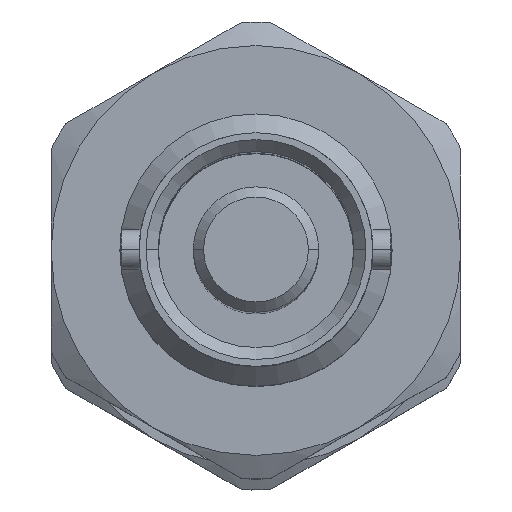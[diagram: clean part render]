
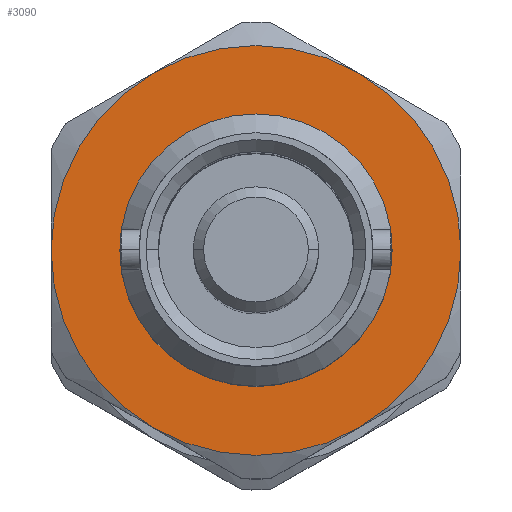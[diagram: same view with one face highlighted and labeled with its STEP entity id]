
A CAD part, top view. The second image highlights one B-rep face of the part: STEP entity #3090.
In plain terms, the highlighted face is planar.
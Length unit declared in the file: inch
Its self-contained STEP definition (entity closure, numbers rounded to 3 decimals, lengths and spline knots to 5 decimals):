
#62 = DIRECTION ( 'NONE',  ( -1., 0., 0. ) ) ;
#162 = AXIS2_PLACEMENT_3D ( 'NONE', #779, #3909, #5105 ) ;
#323 = CARTESIAN_POINT ( 'NONE',  ( 1.20472, 0., 0. ) ) ;
#343 = AXIS2_PLACEMENT_3D ( 'NONE', #1848, #62, #3671 ) ;
#383 = DIRECTION ( 'NONE',  ( 0., 0., -1. ) ) ;
#524 = PLANE ( 'NONE',  #5909 ) ;
#779 = CARTESIAN_POINT ( 'NONE',  ( 1.20472, 0., 0. ) ) ;
#998 = AXIS2_PLACEMENT_3D ( 'NONE', #7670, #5815, #383 ) ;
#1541 = VERTEX_POINT ( 'NONE', #4457 ) ;
#1543 = AXIS2_PLACEMENT_3D ( 'NONE', #323, #2085, #7650 ) ;
#1594 = CARTESIAN_POINT ( 'NONE',  ( 1.20472, -0.40659, 0.23474 ) ) ;
#1707 = EDGE_CURVE ( 'NONE', #2441, #2413, #2693, .T. ) ;
#1734 = CARTESIAN_POINT ( 'NONE',  ( 1.20472, 0., 0.31201 ) ) ;
#1848 = CARTESIAN_POINT ( 'NONE',  ( 1.20472, 0., 0. ) ) ;
#1931 = ORIENTED_EDGE ( 'NONE', *, *, #1707, .F. ) ;
#1960 = VERTEX_POINT ( 'NONE', #7640 ) ;
#2031 = DIRECTION ( 'NONE',  ( 0., 0., -1. ) ) ;
#2085 = DIRECTION ( 'NONE',  ( -1., 0., 0. ) ) ;
#2282 = CIRCLE ( 'NONE', #3769, 0.46949 ) ;
#2380 = EDGE_CURVE ( 'NONE', #6223, #5607, #2282, .T. ) ;
#2413 = VERTEX_POINT ( 'NONE', #6675 ) ;
#2441 = VERTEX_POINT ( 'NONE', #1734 ) ;
#2590 = EDGE_LOOP ( 'NONE', ( #1931, #7352 ) ) ;
#2625 = EDGE_CURVE ( 'NONE', #3521, #6118, #3408, .T. ) ;
#2684 = DIRECTION ( 'NONE',  ( -1., 0., 0. ) ) ;
#2693 = CIRCLE ( 'NONE', #1543, 0.31201 ) ;
#3090 = ADVANCED_FACE ( 'NONE', ( #7110, #5960 ), #524, .T. ) ;
#3334 = CIRCLE ( 'NONE', #162, 0.46949 ) ;
#3356 = DIRECTION ( 'NONE',  ( 0., 0., -1. ) ) ;
#3408 = CIRCLE ( 'NONE', #998, 0.46949 ) ;
#3421 = CARTESIAN_POINT ( 'NONE',  ( 1.20472, 0., 0. ) ) ;
#3521 = VERTEX_POINT ( 'NONE', #1594 ) ;
#3671 = DIRECTION ( 'NONE',  ( 0., 0., -1. ) ) ;
#3714 = CIRCLE ( 'NONE', #6869, 0.31201 ) ;
#3736 = CARTESIAN_POINT ( 'NONE',  ( 1.20472, 0., 0. ) ) ;
#3769 = AXIS2_PLACEMENT_3D ( 'NONE', #4147, #6714, #4751 ) ;
#3795 = CARTESIAN_POINT ( 'NONE',  ( 1.20472, 0.40659, -0.23474 ) ) ;
#3909 = DIRECTION ( 'NONE',  ( -1., 0., 0. ) ) ;
#4147 = CARTESIAN_POINT ( 'NONE',  ( 1.20472, 0., 0. ) ) ;
#4189 = CARTESIAN_POINT ( 'NONE',  ( 1.20472, 0., -0.46949 ) ) ;
#4191 = ORIENTED_EDGE ( 'NONE', *, *, #7006, .T. ) ;
#4457 = CARTESIAN_POINT ( 'NONE',  ( 1.20472, -0.40659, -0.23474 ) ) ;
#4472 = AXIS2_PLACEMENT_3D ( 'NONE', #3736, #4998, #2031 ) ;
#4577 = ORIENTED_EDGE ( 'NONE', *, *, #6419, .T. ) ;
#4732 = CIRCLE ( 'NONE', #4472, 0.46949 ) ;
#4751 = DIRECTION ( 'NONE',  ( 0., 0., -1. ) ) ;
#4998 = DIRECTION ( 'NONE',  ( -1., 0., 0. ) ) ;
#5015 = CARTESIAN_POINT ( 'NONE',  ( 1.20472, 0., 0. ) ) ;
#5105 = DIRECTION ( 'NONE',  ( 0., 0., -1. ) ) ;
#5209 = CARTESIAN_POINT ( 'NONE',  ( 1.20472, 0., 0.46949 ) ) ;
#5271 = ORIENTED_EDGE ( 'NONE', *, *, #2380, .T. ) ;
#5288 = DIRECTION ( 'NONE',  ( -1., 0., 0. ) ) ;
#5486 = CIRCLE ( 'NONE', #343, 0.46949 ) ;
#5602 = CIRCLE ( 'NONE', #6856, 0.46949 ) ;
#5607 = VERTEX_POINT ( 'NONE', #4189 ) ;
#5815 = DIRECTION ( 'NONE',  ( -1., 0., 0. ) ) ;
#5840 = DIRECTION ( 'NONE',  ( 0., 0., 1. ) ) ;
#5909 = AXIS2_PLACEMENT_3D ( 'NONE', #3421, #5288, #5840 ) ;
#5960 = FACE_OUTER_BOUND ( 'NONE', #7428, .T. ) ;
#5962 = EDGE_CURVE ( 'NONE', #5607, #1541, #5602, .T. ) ;
#6118 = VERTEX_POINT ( 'NONE', #5209 ) ;
#6158 = EDGE_CURVE ( 'NONE', #1541, #3521, #3334, .T. ) ;
#6223 = VERTEX_POINT ( 'NONE', #3795 ) ;
#6342 = EDGE_CURVE ( 'NONE', #2413, #2441, #3714, .T. ) ;
#6362 = DIRECTION ( 'NONE',  ( -1., 0., 0. ) ) ;
#6398 = DIRECTION ( 'NONE',  ( 0., 0., 1. ) ) ;
#6419 = EDGE_CURVE ( 'NONE', #6118, #1960, #5486, .T. ) ;
#6675 = CARTESIAN_POINT ( 'NONE',  ( 1.20472, 0., -0.31201 ) ) ;
#6714 = DIRECTION ( 'NONE',  ( -1., 0., 0. ) ) ;
#6775 = ORIENTED_EDGE ( 'NONE', *, *, #6158, .T. ) ;
#6856 = AXIS2_PLACEMENT_3D ( 'NONE', #5015, #2684, #3356 ) ;
#6869 = AXIS2_PLACEMENT_3D ( 'NONE', #7657, #6362, #6398 ) ;
#6941 = ORIENTED_EDGE ( 'NONE', *, *, #2625, .T. ) ;
#7006 = EDGE_CURVE ( 'NONE', #1960, #6223, #4732, .T. ) ;
#7110 = FACE_BOUND ( 'NONE', #2590, .T. ) ;
#7352 = ORIENTED_EDGE ( 'NONE', *, *, #6342, .F. ) ;
#7394 = ORIENTED_EDGE ( 'NONE', *, *, #5962, .T. ) ;
#7428 = EDGE_LOOP ( 'NONE', ( #7394, #6775, #6941, #4577, #4191, #5271 ) ) ;
#7640 = CARTESIAN_POINT ( 'NONE',  ( 1.20472, 0.40659, 0.23474 ) ) ;
#7650 = DIRECTION ( 'NONE',  ( 0., 0., 1. ) ) ;
#7657 = CARTESIAN_POINT ( 'NONE',  ( 1.20472, 0., 0. ) ) ;
#7670 = CARTESIAN_POINT ( 'NONE',  ( 1.20472, 0., 0. ) ) ;
